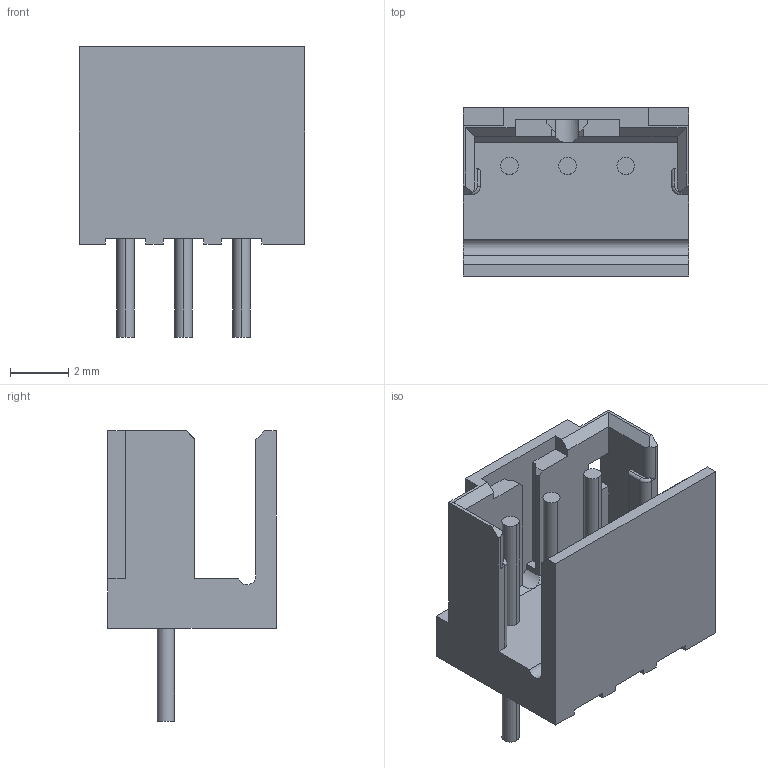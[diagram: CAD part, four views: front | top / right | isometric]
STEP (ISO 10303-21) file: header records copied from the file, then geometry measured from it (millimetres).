
FILE_DESCRIPTION((''),'2;1');
FILE_NAME('C-292133-3','2019-06-07T07:35:16',('workeradm'),('TE Connectivity Ltd.'),'CREO PARAMETRIC BY PTC INC, 2018190','CREO PARAMETRIC BY PTC INC, 2018190','');
FILE_SCHEMA(('AUTOMOTIVE_DESIGN { 1 0 10303 214 1 1 1 1 }'));
Length unit declared in the file: millimetre
Products named in the file (1): C-292133-3
Bounding box: 7.78 x 5.8 x 10 mm (x, y, z)
Volume: 140 mm3; surface area: 407.6 mm2
Topology: 1 solids, 1 shells, 99 faces, 274 edges, 179 vertices
Faces by surface type: plane 73, cylinder 24, torus 2
Entity records: 3208 total; most frequent: CARTESIAN_POINT 613, ORIENTED_EDGE 548, DIRECTION 501, EDGE_CURVE 274, VECTOR 221, LINE 221, VERTEX_POINT 179, AXIS2_PLACEMENT_3D 140
